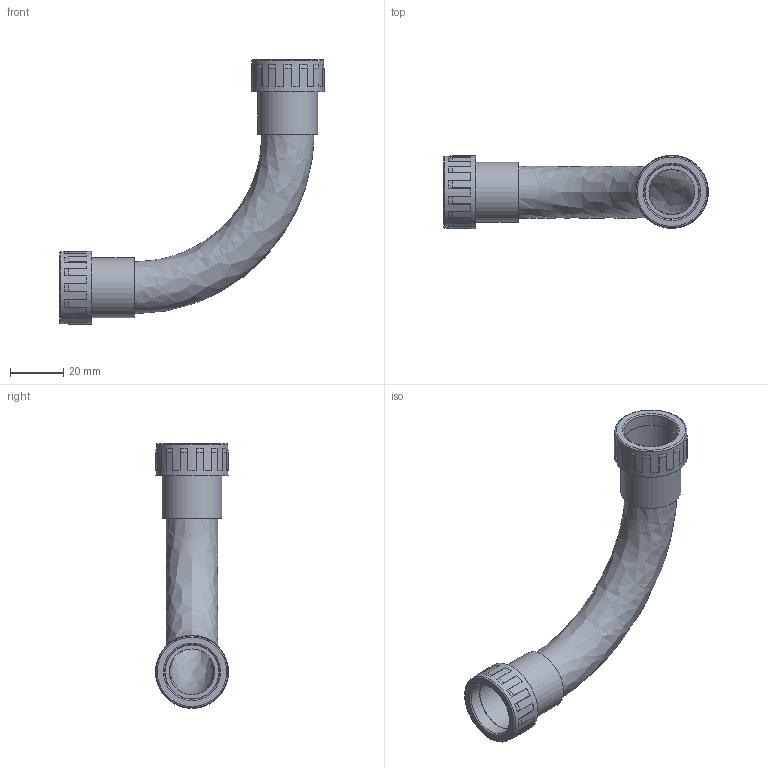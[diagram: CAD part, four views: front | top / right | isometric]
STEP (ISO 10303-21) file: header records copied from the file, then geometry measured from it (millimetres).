
FILE_DESCRIPTION (( 'STEP AP203' ), '1' );
FILE_NAME ('CTA10D-CSG20-K41-050 - Ïîâîðîò íà 90 òðóáà-òðóáà IP65 CSG20.STEP', '2016-06-24T13:59:35', ( '' ), ( '' ), 'SwSTEP 2.0', 'SolidWorks 2014', '' );
FILE_SCHEMA (( 'CONFIG_CONTROL_DESIGN' ));
Length unit declared in the file: millimetre
Products named in the file (1): CTA10D-CSG20-K41-050 - Ïîâîðîò íà 90 òðóáà-òðóáà  IP65 CSG20
Bounding box: 99.3 x 27.4 x 99.3 mm (x, y, z)
Volume: 14395 mm3; surface area: 19590.1 mm2
Topology: 1 solids, 1 shells, 140 faces, 388 edges, 258 vertices
Faces by surface type: plane 94, cone 28, cylinder 12, torus 4, bspline 2
Full cylindrical faces by diameter (mm): 17.2 x2, 20.2 x2, 20.5 x2, 22.5 x2, 27 x2, 27.4 x2
Entity records: 4703 total; most frequent: CARTESIAN_POINT 1149, ORIENTED_EDGE 724, DIRECTION 718, EDGE_CURVE 362, AXIS2_PLACEMENT_3D 275, VERTEX_POINT 250, LINE 168, VECTOR 168
